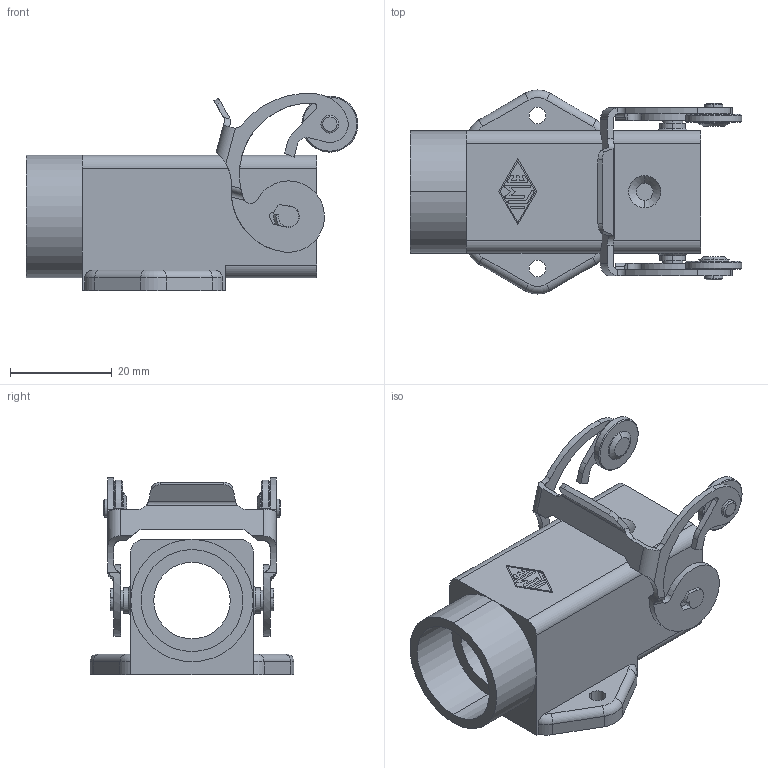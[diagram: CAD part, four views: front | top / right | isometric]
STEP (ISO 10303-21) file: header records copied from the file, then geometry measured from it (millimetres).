
FILE_DESCRIPTION(('Creo Elements/Direct Modeling STEP Export'),'2;1');
FILE_NAME('0lndrp3541mgtru4284','2020-08-03T13:03:46',(''),(''),'Creo Elements/Direct Modeling STEP processor for AP214 (Solid Model)','Creo Elements/Direct Modeling 20.1B 02-Apr-2019 (C) Parametric Technology GmbH','');
FILE_SCHEMA(('AUTOMOTIVE_DESIGN { 1 0 10303 214 1 1 1 1 }'));
Length unit declared in the file: millimetre
Products named in the file (1): MKAX_AP20
Bounding box: 65.07 x 40 x 38.63 mm (x, y, z)
Volume: 11143.4 mm3; surface area: 14223.9 mm2
Topology: 1 solids, 3 shells, 251 faces, 679 edges, 447 vertices
Faces by surface type: cylinder 113, plane 103, cone 23, sphere 6, torus 6
Entity records: 9149 total; most frequent: CARTESIAN_POINT 1770, ORIENTED_EDGE 1346, DIRECTION 1299, EDGE_CURVE 673, AXIS2_PLACEMENT_3D 470, VERTEX_POINT 447, VECTOR 359, LINE 359
